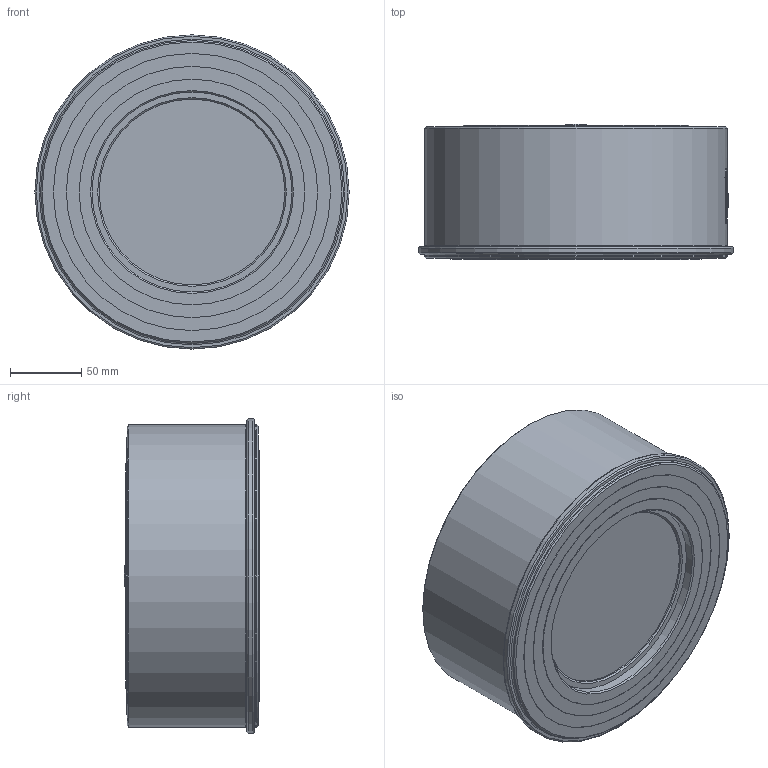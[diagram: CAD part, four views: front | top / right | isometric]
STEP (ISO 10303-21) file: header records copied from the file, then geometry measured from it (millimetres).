
FILE_DESCRIPTION(/* description */ (''),/* implementation_level */ '2;1');
FILE_NAME(/* name */ 'DN150_3D_STEP.stp',/* time_stamp */ '2024-08-12T19:44:04+03:00',/* author */ ('igorr'),/* organization */ (''),/* preprocessor_version */ 'ST-DEVELOPER v20',/* originating_system */ 'Autodesk Inventor 2025',/* authorisation */ '');
FILE_SCHEMA (('AUTOMOTIVE_DESIGN { 1 0 10303 214 3 1 1 }'));
Length unit declared in the file: millimetre
Products named in the file (1): Деталь
Bounding box: 220 x 95 x 220 mm (x, y, z)
Volume: 1771894.4 mm3; surface area: 208160.9 mm2
Topology: 1 solids, 1 shells, 165 faces, 407 edges, 264 vertices
Faces by surface type: plane 68, cylinder 49, bspline 24, torus 19, cone 5
Full cylindrical faces by diameter (mm): 15 x1, 15.5 x1, 130 x1, 140 x1, 150 x1, 158 x2, 176 x2, 194 x2, 212 x2, 220 x1
Entity records: 9095 total; most frequent: CARTESIAN_POINT 4954, DIRECTION 817, ORIENTED_EDGE 814, EDGE_CURVE 407, AXIS2_PLACEMENT_3D 324, VERTEX_POINT 264, EDGE_LOOP 191, CIRCLE 170
